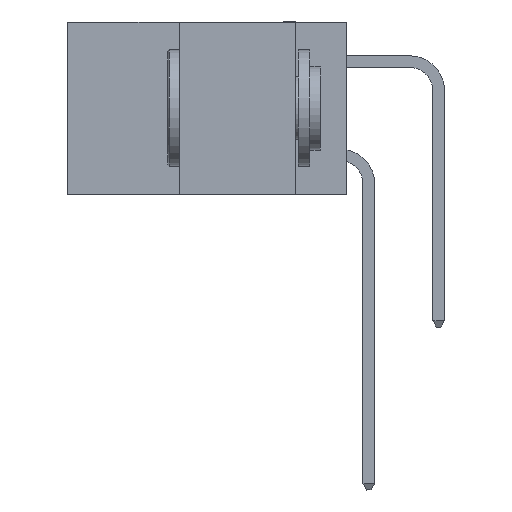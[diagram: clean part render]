
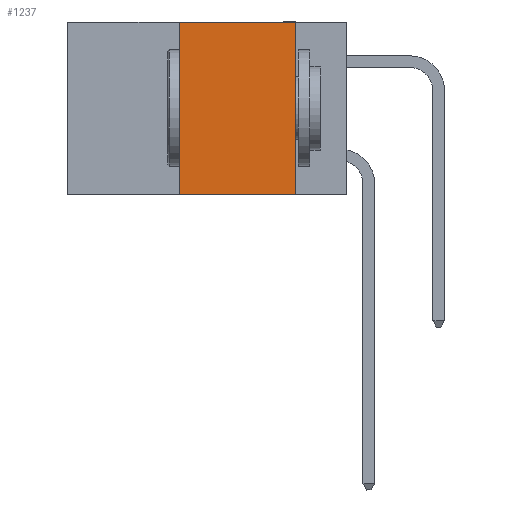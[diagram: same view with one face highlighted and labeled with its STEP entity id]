
A CAD part, left-side view. The second image highlights one B-rep face of the part: STEP entity #1237.
In plain terms, the highlighted planar face has unit normal (-1, 0, 0).
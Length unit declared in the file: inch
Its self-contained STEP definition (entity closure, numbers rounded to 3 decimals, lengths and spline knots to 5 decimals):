
#603 = LINE ( 'NONE', #19895, #16158 ) ;
#797 = DIRECTION ( 'NONE',  ( 0., -1., 0. ) ) ;
#883 = DIRECTION ( 'NONE',  ( 0., 0., -1. ) ) ;
#917 = DIRECTION ( 'NONE',  ( 1., 0., 0. ) ) ;
#977 = CARTESIAN_POINT ( 'NONE',  ( 0., 0.6, 0. ) ) ;
#1014 = PLANE ( 'NONE',  #6950 ) ;
#1237 = ADVANCED_FACE ( 'NONE', ( #1897 ), #1014, .F. ) ;
#1523 = DIRECTION ( 'NONE',  ( 0., 0., -1. ) ) ;
#1897 = FACE_OUTER_BOUND ( 'NONE', #10294, .T. ) ;
#3313 = CARTESIAN_POINT ( 'NONE',  ( 0., 0.36, -0.37 ) ) ;
#3891 = ORIENTED_EDGE ( 'NONE', *, *, #13663, .T. ) ;
#4224 = VERTEX_POINT ( 'NONE', #14539 ) ;
#4880 = VECTOR ( 'NONE', #797, 39.37008 ) ;
#5245 = EDGE_CURVE ( 'NONE', #22685, #8615, #8975, .T. ) ;
#5529 = LINE ( 'NONE', #14969, #4880 ) ;
#6950 = AXIS2_PLACEMENT_3D ( 'NONE', #977, #917, #883 ) ;
#8615 = VERTEX_POINT ( 'NONE', #12900 ) ;
#8975 = LINE ( 'NONE', #11125, #20469 ) ;
#10294 = EDGE_LOOP ( 'NONE', ( #12396, #15584, #15611, #3891 ) ) ;
#11125 = CARTESIAN_POINT ( 'NONE',  ( 0., 0.6, 0. ) ) ;
#12396 = ORIENTED_EDGE ( 'NONE', *, *, #21206, .F. ) ;
#12900 = CARTESIAN_POINT ( 'NONE',  ( 0., 0.11, 0. ) ) ;
#12909 = CARTESIAN_POINT ( 'NONE',  ( 0., 0.36, 0. ) ) ;
#13663 = EDGE_CURVE ( 'NONE', #18510, #4224, #5529, .T. ) ;
#14336 = EDGE_CURVE ( 'NONE', #18510, #22685, #22650, .T. ) ;
#14539 = CARTESIAN_POINT ( 'NONE',  ( 0., 0.11, -0.37 ) ) ;
#14969 = CARTESIAN_POINT ( 'NONE',  ( 0., 0.6, -0.37 ) ) ;
#15102 = CARTESIAN_POINT ( 'NONE',  ( 0., 0.36, 0. ) ) ;
#15584 = ORIENTED_EDGE ( 'NONE', *, *, #5245, .F. ) ;
#15611 = ORIENTED_EDGE ( 'NONE', *, *, #14336, .F. ) ;
#16158 = VECTOR ( 'NONE', #1523, 39.37008 ) ;
#16993 = DIRECTION ( 'NONE',  ( 0., 0., 1. ) ) ;
#18510 = VERTEX_POINT ( 'NONE', #3313 ) ;
#19895 = CARTESIAN_POINT ( 'NONE',  ( 0., 0.11, 0. ) ) ;
#20469 = VECTOR ( 'NONE', #25380, 39.37008 ) ;
#20743 = VECTOR ( 'NONE', #16993, 39.37008 ) ;
#21206 = EDGE_CURVE ( 'NONE', #8615, #4224, #603, .T. ) ;
#22650 = LINE ( 'NONE', #12909, #20743 ) ;
#22685 = VERTEX_POINT ( 'NONE', #15102 ) ;
#25380 = DIRECTION ( 'NONE',  ( 0., -1., 0. ) ) ;
